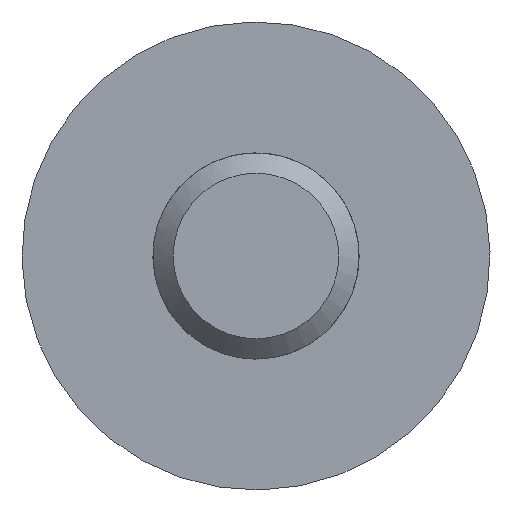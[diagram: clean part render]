
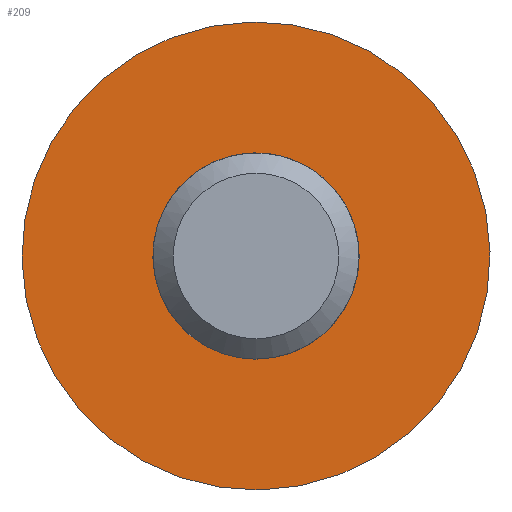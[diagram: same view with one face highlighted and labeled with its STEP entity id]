
A CAD part, left-side view. The second image highlights one B-rep face of the part: STEP entity #209.
In plain terms, the highlighted planar face has unit normal (-1, 0, 0).
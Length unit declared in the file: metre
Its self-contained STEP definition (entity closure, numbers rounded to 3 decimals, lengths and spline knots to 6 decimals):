
#59=PLANE('',#241);
#73=ORIENTED_EDGE('',*,*,#119,.T.);
#74=ORIENTED_EDGE('',*,*,#116,.F.);
#116=EDGE_CURVE('',#140,#140,#158,.T.);
#119=EDGE_CURVE('',#143,#143,#161,.T.);
#140=VERTEX_POINT('',#316);
#143=VERTEX_POINT('',#323);
#158=CIRCLE('',#234,0.004585);
#161=CIRCLE('',#238,0.002019);
#169=EDGE_LOOP('',(#73));
#170=EDGE_LOOP('',(#74));
#189=FACE_BOUND('',#169,.T.);
#190=FACE_BOUND('',#170,.T.);
#209=ADVANCED_FACE('',(#189,#190),#59,.F.);
#234=AXIS2_PLACEMENT_3D('',#315,#257,#258);
#238=AXIS2_PLACEMENT_3D('',#322,#265,#266);
#241=AXIS2_PLACEMENT_3D('',#327,#271,#272);
#257=DIRECTION('',(1.,0.,0.));
#258=DIRECTION('',(0.,0.156,-0.988));
#265=DIRECTION('',(1.,0.,0.));
#266=DIRECTION('',(0.,0.156,-0.988));
#271=DIRECTION('',(1.,0.,0.));
#272=DIRECTION('',(0.,0.988,0.156));
#315=CARTESIAN_POINT('',(0.044811,-0.176801,0.074775));
#316=CARTESIAN_POINT('',(0.044811,-0.176084,0.070247));
#322=CARTESIAN_POINT('',(0.044811,-0.176801,0.074775));
#323=CARTESIAN_POINT('',(0.044811,-0.176485,0.072781));
#327=CARTESIAN_POINT('',(0.044811,-0.176801,0.074775));
